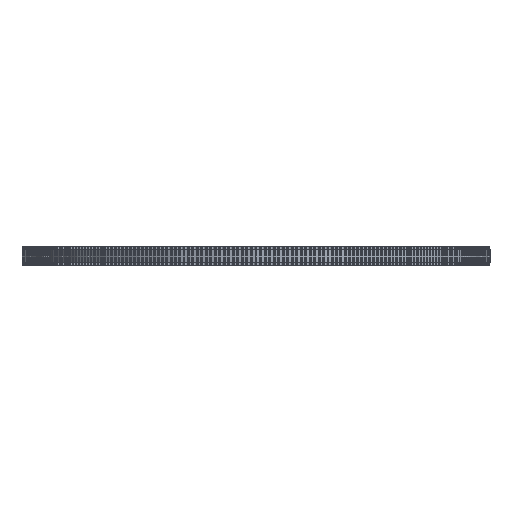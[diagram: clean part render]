
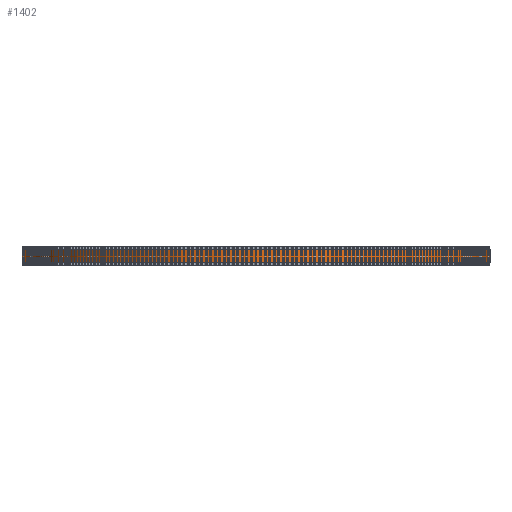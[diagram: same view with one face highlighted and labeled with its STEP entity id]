
A CAD part, front view. The second image highlights one B-rep face of the part: STEP entity #1402.
In plain terms, the highlighted cylindrical face has radius 101.859 mm (diameter 203.718 mm), a full revolution.
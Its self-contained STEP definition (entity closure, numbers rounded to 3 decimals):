
#97=FACE_BOUND('',#5248,.T.);
#98=FACE_BOUND('',#5249,.T.);
#1402=ADVANCED_FACE('',(#97,#98),#2683,.T.);
#2683=CYLINDRICAL_SURFACE('',#28303,101.859);
#5248=EDGE_LOOP('',(#15490));
#5249=EDGE_LOOP('',(#15491));
#15490=ORIENTED_EDGE('',*,*,#21894,.T.);
#15491=ORIENTED_EDGE('',*,*,#21895,.T.);
#18052=VERTEX_POINT('',#44960);
#18053=VERTEX_POINT('',#44962);
#21894=EDGE_CURVE('',#18052,#18052,#24456,.T.);
#21895=EDGE_CURVE('',#18053,#18053,#24457,.T.);
#24456=CIRCLE('',#28301,101.859);
#24457=CIRCLE('',#28302,101.859);
#28301=AXIS2_PLACEMENT_3D('',#44959,#37270,#37271);
#28302=AXIS2_PLACEMENT_3D('',#44961,#37272,#37273);
#28303=AXIS2_PLACEMENT_3D('',#44963,#37274,#37275);
#37270=DIRECTION('',(0.,0.,1.));
#37271=DIRECTION('',(1.,0.,0.));
#37272=DIRECTION('',(0.,0.,-1.));
#37273=DIRECTION('',(1.,0.,0.));
#37274=DIRECTION('',(0.,0.,1.));
#37275=DIRECTION('',(1.,0.,0.));
#44959=CARTESIAN_POINT('',(0.,0.,1.));
#44960=CARTESIAN_POINT('',(101.859,0.,1.));
#44961=CARTESIAN_POINT('',(0.,0.,7.));
#44962=CARTESIAN_POINT('',(101.859,0.,7.));
#44963=CARTESIAN_POINT('',(0.,0.,1.));
